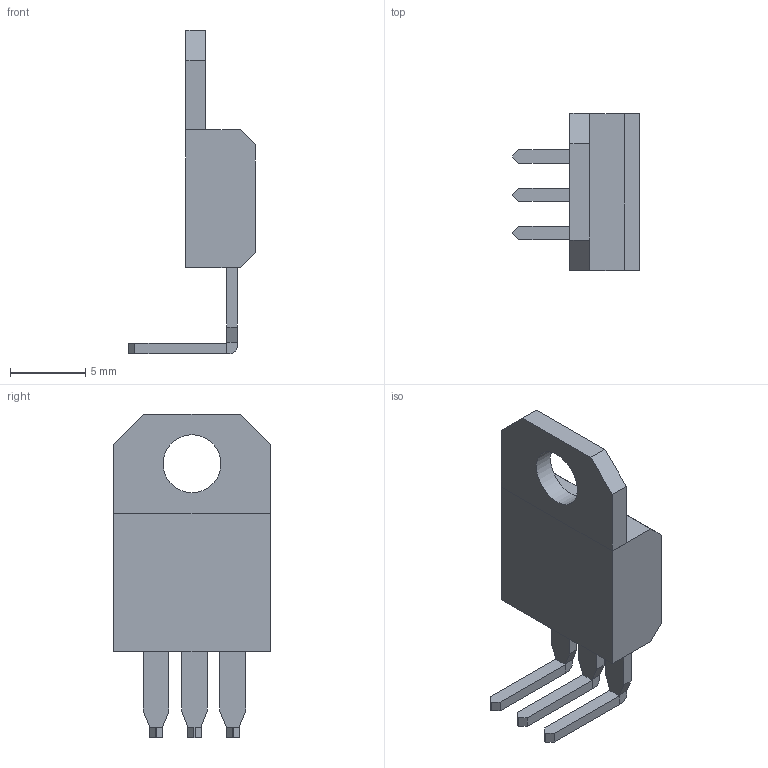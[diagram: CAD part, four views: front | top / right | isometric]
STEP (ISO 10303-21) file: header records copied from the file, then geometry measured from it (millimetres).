
FILE_DESCRIPTION(('FreeCAD Model'),'2;1');
FILE_NAME( 'TO220_H_V1.stp', '2019-11-24T13:40:04',('Author'),(''), 'Open CASCADE STEP processor 6.8','FreeCAD','Unknown');
FILE_SCHEMA(('AUTOMOTIVE_DESIGN { 1 0 10303 214 1 1 1 1 }'));
Length unit declared in the file: millimetre
Products named in the file (4): ASSEMBLY; Pocket; Chamfer002; Array
Assembly tree (3 placements, depth 2):
  ASSEMBLY
    Pocket
    Chamfer002
    Array
Bounding box: 8.38 x 10.4 x 21.45 mm (x, y, z)
Volume: 527.1 mm3; surface area: 660.2 mm2
Topology: 5 solids, 5 shells, 71 faces, 171 edges, 110 vertices
Faces by surface type: plane 67, cylinder 4
Full cylindrical faces by diameter (mm): 3.84 x1
Entity records: 4359 total; most frequent: CARTESIAN_POINT 716, DIRECTION 668, LINE 497, VECTOR 497, ORIENTED_EDGE 342, PCURVE 342, DEFINITIONAL_REPRESENTATION 342, EDGE_CURVE 171
